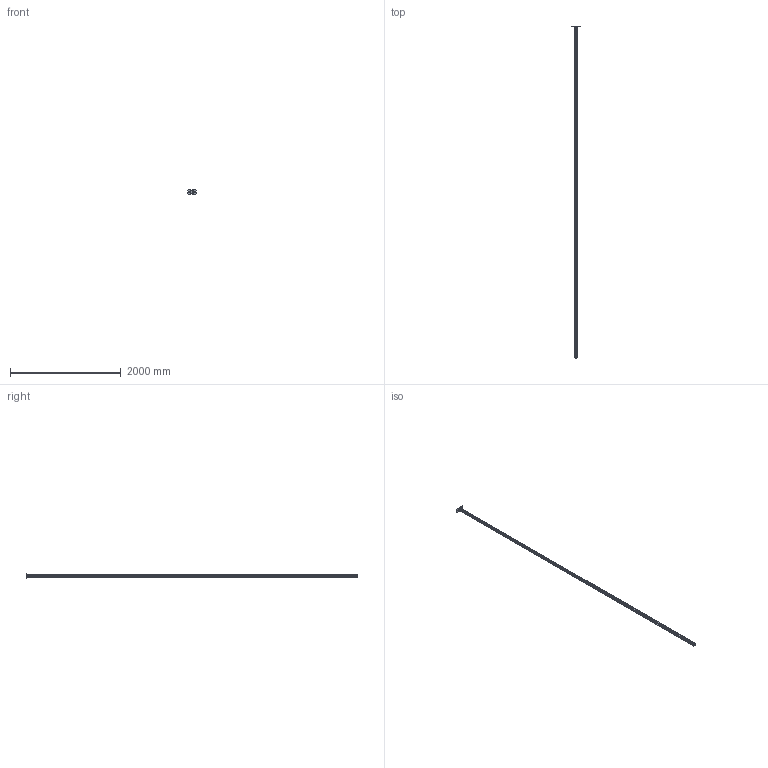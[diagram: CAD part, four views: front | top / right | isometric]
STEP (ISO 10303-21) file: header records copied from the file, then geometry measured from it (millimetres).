
FILE_DESCRIPTION((''),'2;1');
FILE_NAME('750661_ASM','2018-12-11T13:28:44',('tomasz.grudniewski'),(''),'CREO PARAMETRIC BY PTC INC, 2018260','CREO PARAMETRIC BY PTC INC, 2018260','');
FILE_SCHEMA(('CONFIG_CONTROL_DESIGN'));
Length unit declared in the file: millimetre
Products named in the file (3): PODSTAWA_80X150_G6_PRT; WPCW_6000_PRT; 750661_ASM
Assembly tree (2 placements, depth 2):
  750661_ASM
    PODSTAWA_80X150_G6_PRT
    WPCW_6000_PRT
Bounding box: 150 x 6006 x 80 mm (x, y, z)
Volume: 1474449.9 mm3; surface area: 1521010.3 mm2
Topology: 2 solids, 2 shells, 1512 faces, 4476 edges, 2968 vertices
Faces by surface type: plane 1496, cylinder 16
Entity records: 50944 total; most frequent: CARTESIAN_POINT 8961, ORIENTED_EDGE 8952, DIRECTION 7542, EDGE_CURVE 4476, VECTOR 4444, LINE 4444, VERTEX_POINT 2968, EDGE_LOOP 2236
